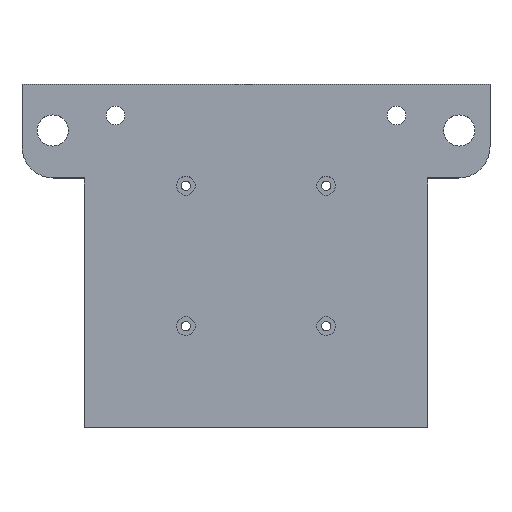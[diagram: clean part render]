
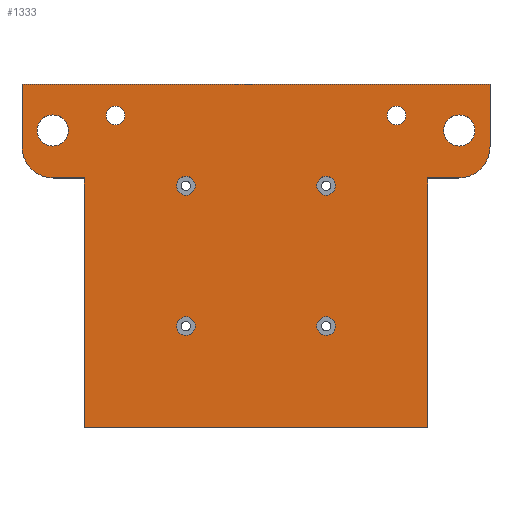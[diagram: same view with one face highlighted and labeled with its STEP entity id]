
A CAD part, top view. The second image highlights one B-rep face of the part: STEP entity #1333.
In plain terms, the highlighted planar face has unit normal (0, 0, 1).
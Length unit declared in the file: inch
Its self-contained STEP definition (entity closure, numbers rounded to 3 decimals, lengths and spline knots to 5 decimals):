
#282=CARTESIAN_POINT('',(-65.14952,40.22428,2.5));
#283=DIRECTION('',(0.,0.,-1.));
#284=DIRECTION('',(1.,0.,0.));
#285=AXIS2_PLACEMENT_3D('',#282,#283,#284);
#287=CARTESIAN_POINT('',(-65.14952,40.22428,2.5));
#288=DIRECTION('',(0.,0.,-1.));
#289=DIRECTION('',(-1.,0.,0.));
#290=AXIS2_PLACEMENT_3D('',#287,#288,#289);
#292=CARTESIAN_POINT('',(65.14952,40.22428,2.5));
#293=DIRECTION('',(0.,0.,1.));
#294=DIRECTION('',(-1.,0.,0.));
#295=AXIS2_PLACEMENT_3D('',#292,#293,#294);
#297=CARTESIAN_POINT('',(65.14952,40.22428,2.5));
#298=DIRECTION('',(0.,0.,1.));
#299=DIRECTION('',(1.,0.,0.));
#300=AXIS2_PLACEMENT_3D('',#297,#298,#299);
#302=CARTESIAN_POINT('',(-65.,35.,2.5));
#303=DIRECTION('',(0.,0.,1.));
#304=DIRECTION('',(-1.,0.,0.));
#305=AXIS2_PLACEMENT_3D('',#302,#303,#304);
#307=DIRECTION('',(1.,0.,0.));
#308=VECTOR('',#307,150.);
#309=CARTESIAN_POINT('',(-75.,55.,2.5));
#310=LINE('',#309,#308);
#311=CARTESIAN_POINT('',(65.,35.,2.5));
#312=DIRECTION('',(0.,0.,1.));
#313=DIRECTION('',(0.,-1.,0.));
#314=AXIS2_PLACEMENT_3D('',#311,#312,#313);
#316=DIRECTION('',(1.,0.,0.));
#317=VECTOR('',#316,10.);
#318=CARTESIAN_POINT('',(55.,25.,2.5));
#319=LINE('',#318,#317);
#320=DIRECTION('',(0.,1.,0.));
#321=VECTOR('',#320,80.);
#322=CARTESIAN_POINT('',(55.,-55.,2.5));
#323=LINE('',#322,#321);
#324=DIRECTION('',(1.,0.,0.));
#325=VECTOR('',#324,110.);
#326=CARTESIAN_POINT('',(-55.,-55.,2.5));
#327=LINE('',#326,#325);
#328=DIRECTION('',(0.,-1.,0.));
#329=VECTOR('',#328,80.);
#330=CARTESIAN_POINT('',(-55.,25.,2.5));
#331=LINE('',#330,#329);
#332=DIRECTION('',(-1.,0.,0.));
#333=VECTOR('',#332,10.);
#334=CARTESIAN_POINT('',(-55.,25.,2.5));
#335=LINE('',#334,#333);
#336=CARTESIAN_POINT('',(22.5,22.5,2.5));
#337=DIRECTION('',(0.,0.,1.));
#338=DIRECTION('',(-1.,0.,0.));
#339=AXIS2_PLACEMENT_3D('',#336,#337,#338);
#341=CARTESIAN_POINT('',(22.5,22.5,2.5));
#342=DIRECTION('',(0.,0.,1.));
#343=DIRECTION('',(1.,0.,0.));
#344=AXIS2_PLACEMENT_3D('',#341,#342,#343);
#346=CARTESIAN_POINT('',(-22.5,22.5,2.5));
#347=DIRECTION('',(0.,0.,-1.));
#348=DIRECTION('',(1.,0.,0.));
#349=AXIS2_PLACEMENT_3D('',#346,#347,#348);
#351=CARTESIAN_POINT('',(-22.5,22.5,2.5));
#352=DIRECTION('',(0.,0.,-1.));
#353=DIRECTION('',(-1.,0.,0.));
#354=AXIS2_PLACEMENT_3D('',#351,#352,#353);
#356=CARTESIAN_POINT('',(-22.5,-22.5,2.5));
#357=DIRECTION('',(0.,0.,1.));
#358=DIRECTION('',(1.,0.,0.));
#359=AXIS2_PLACEMENT_3D('',#356,#357,#358);
#361=CARTESIAN_POINT('',(-22.5,-22.5,2.5));
#362=DIRECTION('',(0.,0.,1.));
#363=DIRECTION('',(-1.,0.,0.));
#364=AXIS2_PLACEMENT_3D('',#361,#362,#363);
#366=CARTESIAN_POINT('',(22.5,-22.5,2.5));
#367=DIRECTION('',(0.,0.,-1.));
#368=DIRECTION('',(-1.,0.,0.));
#369=AXIS2_PLACEMENT_3D('',#366,#367,#368);
#371=CARTESIAN_POINT('',(22.5,-22.5,2.5));
#372=DIRECTION('',(0.,0.,-1.));
#373=DIRECTION('',(1.,0.,0.));
#374=AXIS2_PLACEMENT_3D('',#371,#372,#373);
#376=CARTESIAN_POINT('',(-45.,45.,2.5));
#377=DIRECTION('',(0.,0.,-1.));
#378=DIRECTION('',(1.,0.,0.));
#379=AXIS2_PLACEMENT_3D('',#376,#377,#378);
#381=CARTESIAN_POINT('',(-45.,45.,2.5));
#382=DIRECTION('',(0.,0.,-1.));
#383=DIRECTION('',(-1.,0.,0.));
#384=AXIS2_PLACEMENT_3D('',#381,#382,#383);
#386=CARTESIAN_POINT('',(45.,45.,2.5));
#387=DIRECTION('',(0.,0.,1.));
#388=DIRECTION('',(-1.,0.,0.));
#389=AXIS2_PLACEMENT_3D('',#386,#387,#388);
#391=CARTESIAN_POINT('',(45.,45.,2.5));
#392=DIRECTION('',(0.,0.,1.));
#393=DIRECTION('',(1.,0.,0.));
#394=AXIS2_PLACEMENT_3D('',#391,#392,#393);
#448=DIRECTION('',(0.,1.,0.));
#449=VECTOR('',#448,20.);
#450=CARTESIAN_POINT('',(75.,35.,2.5));
#451=LINE('',#450,#449);
#472=DIRECTION('',(0.,1.,0.));
#473=VECTOR('',#472,20.);
#474=CARTESIAN_POINT('',(-75.,35.,2.5));
#475=LINE('',#474,#473);
#721=CARTESIAN_POINT('',(-55.,-55.,2.5));
#722=CARTESIAN_POINT('',(55.,-55.,2.5));
#723=VERTEX_POINT('',#721);
#724=VERTEX_POINT('',#722);
#761=CARTESIAN_POINT('',(-75.,55.,2.5));
#763=VERTEX_POINT('',#761);
#766=CARTESIAN_POINT('',(-55.,25.,2.5));
#768=VERTEX_POINT('',#766);
#773=CARTESIAN_POINT('',(-60.14952,40.22428,2.5));
#774=CARTESIAN_POINT('',(-70.14952,40.22428,2.5));
#775=VERTEX_POINT('',#773);
#776=VERTEX_POINT('',#774);
#777=CARTESIAN_POINT('',(75.,55.,2.5));
#779=VERTEX_POINT('',#777);
#782=CARTESIAN_POINT('',(55.,25.,2.5));
#784=VERTEX_POINT('',#782);
#786=CARTESIAN_POINT('',(60.14952,40.22428,2.5));
#788=VERTEX_POINT('',#786);
#790=CARTESIAN_POINT('',(70.14952,40.22428,2.5));
#792=VERTEX_POINT('',#790);
#797=CARTESIAN_POINT('',(65.,25.,2.5));
#798=VERTEX_POINT('',#797);
#799=CARTESIAN_POINT('',(75.,35.,2.5));
#800=VERTEX_POINT('',#799);
#801=CARTESIAN_POINT('',(-75.,35.,2.5));
#802=CARTESIAN_POINT('',(-65.,25.,2.5));
#803=VERTEX_POINT('',#801);
#804=VERTEX_POINT('',#802);
#861=CARTESIAN_POINT('',(19.5,22.5,2.5));
#862=CARTESIAN_POINT('',(25.5,22.5,2.5));
#863=VERTEX_POINT('',#861);
#864=VERTEX_POINT('',#862);
#873=CARTESIAN_POINT('',(-19.5,22.5,2.5));
#874=VERTEX_POINT('',#873);
#875=CARTESIAN_POINT('',(-25.5,22.5,2.5));
#876=VERTEX_POINT('',#875);
#885=CARTESIAN_POINT('',(-19.5,-22.5,2.5));
#886=VERTEX_POINT('',#885);
#887=CARTESIAN_POINT('',(-25.5,-22.5,2.5));
#888=VERTEX_POINT('',#887);
#897=CARTESIAN_POINT('',(19.5,-22.5,2.5));
#898=VERTEX_POINT('',#897);
#899=CARTESIAN_POINT('',(25.5,-22.5,2.5));
#900=VERTEX_POINT('',#899);
#917=CARTESIAN_POINT('',(-42.,45.,2.5));
#918=CARTESIAN_POINT('',(-48.,45.,2.5));
#919=VERTEX_POINT('',#917);
#920=VERTEX_POINT('',#918);
#926=CARTESIAN_POINT('',(42.,45.,2.5));
#928=VERTEX_POINT('',#926);
#930=CARTESIAN_POINT('',(48.,45.,2.5));
#932=VERTEX_POINT('',#930);
#1260=CARTESIAN_POINT('',(0.,0.,2.5));
#1261=DIRECTION('',(0.,0.,1.));
#1262=DIRECTION('',(0.,-1.,0.));
#1263=AXIS2_PLACEMENT_3D('',#1260,#1261,#1262);
#1264=PLANE('',#1263);
#1266=ORIENTED_EDGE('',*,*,#1265,.F.);
#1268=ORIENTED_EDGE('',*,*,#1267,.T.);
#1270=ORIENTED_EDGE('',*,*,#1269,.T.);
#1272=ORIENTED_EDGE('',*,*,#1271,.F.);
#1274=ORIENTED_EDGE('',*,*,#1273,.F.);
#1276=ORIENTED_EDGE('',*,*,#1275,.F.);
#1278=ORIENTED_EDGE('',*,*,#1277,.F.);
#1280=ORIENTED_EDGE('',*,*,#1279,.F.);
#1282=ORIENTED_EDGE('',*,*,#1281,.F.);
#1284=ORIENTED_EDGE('',*,*,#1283,.T.);
#1285=EDGE_LOOP('',(#1266,#1268,#1270,#1272,#1274,#1276,#1278,#1280,#1282,
#1284));
#1286=FACE_OUTER_BOUND('',#1285,.F.);
#1288=ORIENTED_EDGE('',*,*,#1287,.T.);
#1290=ORIENTED_EDGE('',*,*,#1289,.T.);
#1291=EDGE_LOOP('',(#1288,#1290));
#1292=FACE_BOUND('',#1291,.F.);
#1294=ORIENTED_EDGE('',*,*,#1293,.F.);
#1296=ORIENTED_EDGE('',*,*,#1295,.F.);
#1297=EDGE_LOOP('',(#1294,#1296));
#1298=FACE_BOUND('',#1297,.F.);
#1300=ORIENTED_EDGE('',*,*,#1299,.T.);
#1302=ORIENTED_EDGE('',*,*,#1301,.T.);
#1303=EDGE_LOOP('',(#1300,#1302));
#1304=FACE_BOUND('',#1303,.F.);
#1306=ORIENTED_EDGE('',*,*,#1305,.F.);
#1308=ORIENTED_EDGE('',*,*,#1307,.F.);
#1309=EDGE_LOOP('',(#1306,#1308));
#1310=FACE_BOUND('',#1309,.F.);
#1311=ORIENTED_EDGE('',*,*,#1242,.T.);
#1312=ORIENTED_EDGE('',*,*,#1253,.T.);
#1313=EDGE_LOOP('',(#1311,#1312));
#1314=FACE_BOUND('',#1313,.F.);
#1316=ORIENTED_EDGE('',*,*,#1315,.F.);
#1318=ORIENTED_EDGE('',*,*,#1317,.F.);
#1319=EDGE_LOOP('',(#1316,#1318));
#1320=FACE_BOUND('',#1319,.F.);
#1322=ORIENTED_EDGE('',*,*,#1321,.F.);
#1324=ORIENTED_EDGE('',*,*,#1323,.F.);
#1325=EDGE_LOOP('',(#1322,#1324));
#1326=FACE_BOUND('',#1325,.F.);
#1328=ORIENTED_EDGE('',*,*,#1327,.T.);
#1330=ORIENTED_EDGE('',*,*,#1329,.T.);
#1331=EDGE_LOOP('',(#1328,#1330));
#1332=FACE_BOUND('',#1331,.F.);
#1333=ADVANCED_FACE('',(#1286,#1292,#1298,#1304,#1310,#1314,#1320,#1326,#1332),
#1264,.T.);
#286=CIRCLE('',#285,5.);
#291=CIRCLE('',#290,5.);
#296=CIRCLE('',#295,5.);
#301=CIRCLE('',#300,5.);
#306=CIRCLE('',#305,10.);
#315=CIRCLE('',#314,10.);
#340=CIRCLE('',#339,3.);
#345=CIRCLE('',#344,3.);
#350=CIRCLE('',#349,3.);
#355=CIRCLE('',#354,3.);
#360=CIRCLE('',#359,3.);
#365=CIRCLE('',#364,3.);
#370=CIRCLE('',#369,3.);
#375=CIRCLE('',#374,3.);
#380=CIRCLE('',#379,3.);
#385=CIRCLE('',#384,3.);
#390=CIRCLE('',#389,3.);
#395=CIRCLE('',#394,3.);
#1242=EDGE_CURVE('',#886,#888,#360,.T.);
#1253=EDGE_CURVE('',#888,#886,#365,.T.);
#1265=EDGE_CURVE('',#803,#804,#306,.T.);
#1267=EDGE_CURVE('',#803,#763,#475,.T.);
#1269=EDGE_CURVE('',#763,#779,#310,.T.);
#1271=EDGE_CURVE('',#800,#779,#451,.T.);
#1273=EDGE_CURVE('',#798,#800,#315,.T.);
#1275=EDGE_CURVE('',#784,#798,#319,.T.);
#1277=EDGE_CURVE('',#724,#784,#323,.T.);
#1279=EDGE_CURVE('',#723,#724,#327,.T.);
#1281=EDGE_CURVE('',#768,#723,#331,.T.);
#1283=EDGE_CURVE('',#768,#804,#335,.T.);
#1287=EDGE_CURVE('',#788,#792,#296,.T.);
#1289=EDGE_CURVE('',#792,#788,#301,.T.);
#1293=EDGE_CURVE('',#775,#776,#286,.T.);
#1295=EDGE_CURVE('',#776,#775,#291,.T.);
#1299=EDGE_CURVE('',#863,#864,#340,.T.);
#1301=EDGE_CURVE('',#864,#863,#345,.T.);
#1305=EDGE_CURVE('',#874,#876,#350,.T.);
#1307=EDGE_CURVE('',#876,#874,#355,.T.);
#1315=EDGE_CURVE('',#898,#900,#370,.T.);
#1317=EDGE_CURVE('',#900,#898,#375,.T.);
#1321=EDGE_CURVE('',#919,#920,#380,.T.);
#1323=EDGE_CURVE('',#920,#919,#385,.T.);
#1327=EDGE_CURVE('',#928,#932,#390,.T.);
#1329=EDGE_CURVE('',#932,#928,#395,.T.);
